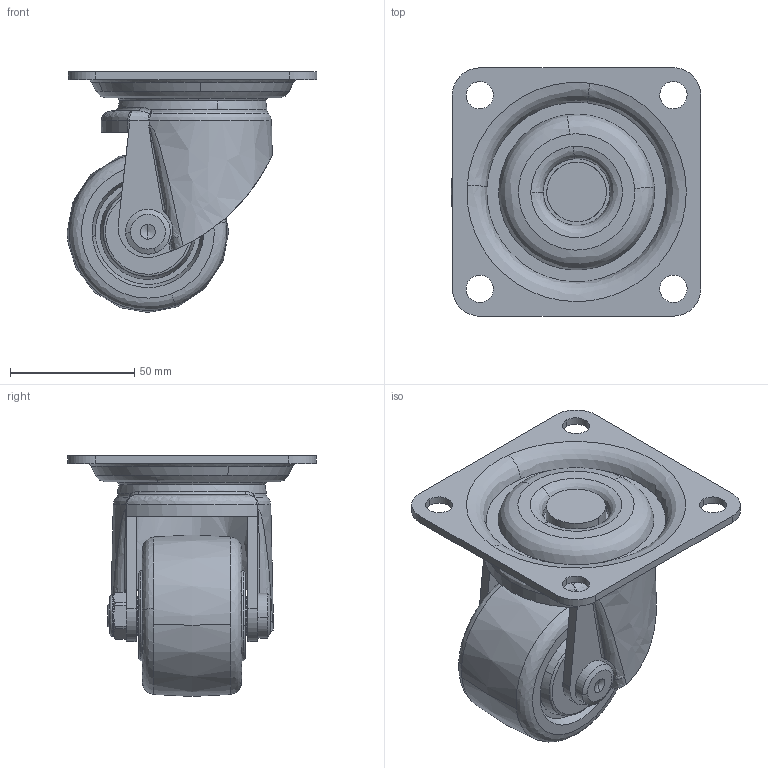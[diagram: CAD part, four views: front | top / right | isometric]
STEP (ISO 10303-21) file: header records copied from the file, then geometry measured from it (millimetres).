
FILE_DESCRIPTION((''),'2;1');
FILE_NAME('','2006-10-31T08:37:27',(''),(''),'','CADfix','');
FILE_SCHEMA(('AUTOMOTIVE_DESIGN'));
Length unit declared in the file: millimetre
Products named in the file (8): wheel; seal; nut; mounting plate; main shaft; body; axle; TCA_54NW_NRB65_4989_36
Assembly tree (7 placements, depth 2):
  TCA_54NW_NRB65_4989_36
    wheel
    seal
    nut
    mounting plate
    main shaft
    body
    axle
Bounding box: 100.5 x 100 x 97 mm (x, y, z)
Volume: 239341.6 mm3; surface area: 72680.7 mm2
Topology: 7 solids, 7 shells, 233 faces, 711 edges, 500 vertices
Faces by surface type: bspline 233
Entity records: 11828 total; most frequent: CARTESIAN_POINT 7879, ORIENTED_EDGE 1410, EDGE_CURVE 705, VERTEX_POINT 500, EDGE_LOOP 269, FACE_OUTER_BOUND 233, ADVANCED_FACE 233, QUASI_UNIFORM_CURVE 190
